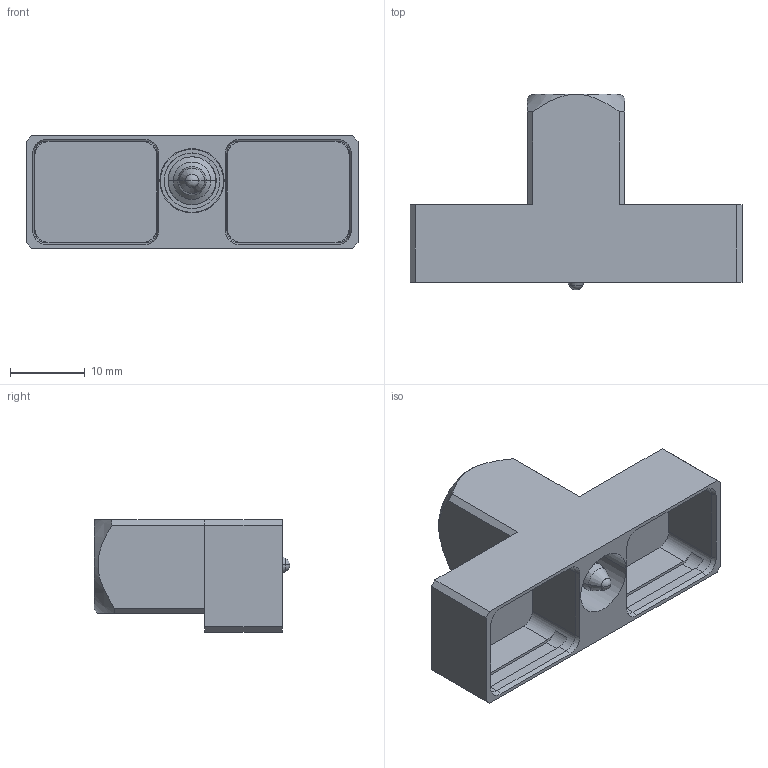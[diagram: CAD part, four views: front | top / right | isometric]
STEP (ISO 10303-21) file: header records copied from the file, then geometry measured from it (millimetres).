
FILE_DESCRIPTION((''),'2;1');
FILE_NAME('SIM2N32N200','2019-09-26T',('presta_be4'),(''),'PRO/ENGINEER BY PARAMETRIC TECHNOLOGY CORPORATION, 2014310','PRO/ENGINEER BY PARAMETRIC TECHNOLOGY CORPORATION, 2014310','');
FILE_SCHEMA(('CONFIG_CONTROL_DESIGN'));
Length unit declared in the file: millimetre
Products named in the file (1): SIM2N32N200
Bounding box: 44.45 x 26.2 x 15.04 mm (x, y, z)
Volume: 4473.5 mm3; surface area: 5866.2 mm2
Topology: 1 solids, 1 shells, 201 faces, 523 edges, 335 vertices
Faces by surface type: plane 106, cylinder 73, cone 18, bspline 2, sphere 2
Entity records: 6662 total; most frequent: CARTESIAN_POINT 1562, DIRECTION 1093, ORIENTED_EDGE 1042, EDGE_CURVE 521, AXIS2_PLACEMENT_3D 391, VERTEX_POINT 335, VECTOR 311, LINE 311
